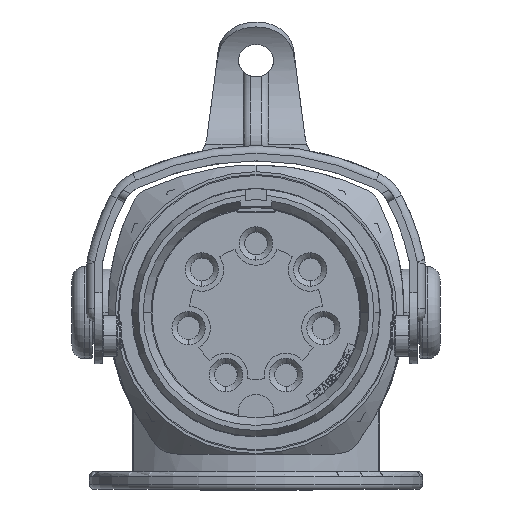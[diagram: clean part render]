
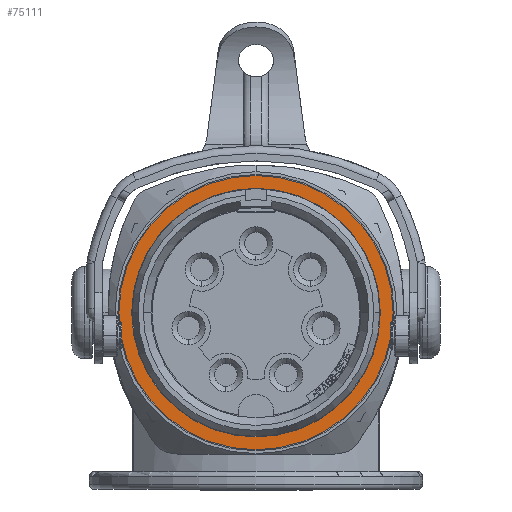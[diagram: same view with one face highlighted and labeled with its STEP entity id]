
A CAD part, front view. The second image highlights one B-rep face of the part: STEP entity #75111.
In plain terms, the highlighted planar face has unit normal (0, -1, 0).
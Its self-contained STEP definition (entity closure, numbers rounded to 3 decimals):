
#75022=CARTESIAN_POINT('',(0.,44.05,0.));
#75023=DIRECTION('',(0.,1.,0.));
#75024=DIRECTION('',(1.,0.,0.));
#75025=AXIS2_PLACEMENT_3D('',#75022,#75023,#75024);
#75027=CARTESIAN_POINT('',(0.,44.05,0.));
#75028=DIRECTION('',(0.,1.,0.));
#75029=DIRECTION('',(-1.,0.,0.));
#75030=AXIS2_PLACEMENT_3D('',#75027,#75028,#75029);
#75032=CARTESIAN_POINT('',(0.,44.05,0.));
#75033=DIRECTION('',(0.,-1.,0.));
#75034=DIRECTION('',(1.,0.,0.));
#75035=AXIS2_PLACEMENT_3D('',#75032,#75033,#75034);
#75037=CARTESIAN_POINT('',(0.,44.05,0.));
#75038=DIRECTION('',(0.,-1.,0.));
#75039=DIRECTION('',(-1.,0.,0.));
#75040=AXIS2_PLACEMENT_3D('',#75037,#75038,#75039);
#75078=CARTESIAN_POINT('',(26.75,44.05,0.));
#75079=CARTESIAN_POINT('',(-26.75,44.05,0.));
#75080=VERTEX_POINT('',#75078);
#75081=VERTEX_POINT('',#75079);
#75086=CARTESIAN_POINT('',(24.25,44.05,0.));
#75087=CARTESIAN_POINT('',(-24.25,44.05,0.));
#75088=VERTEX_POINT('',#75086);
#75089=VERTEX_POINT('',#75087);
#75094=CARTESIAN_POINT('',(0.,44.05,0.));
#75095=DIRECTION('',(0.,1.,0.));
#75096=DIRECTION('',(1.,0.,0.));
#75097=AXIS2_PLACEMENT_3D('',#75094,#75095,#75096);
#75098=PLANE('',#75097);
#75100=ORIENTED_EDGE('',*,*,#75099,.T.);
#75102=ORIENTED_EDGE('',*,*,#75101,.T.);
#75103=EDGE_LOOP('',(#75100,#75102));
#75104=FACE_OUTER_BOUND('',#75103,.F.);
#75106=ORIENTED_EDGE('',*,*,#75105,.T.);
#75108=ORIENTED_EDGE('',*,*,#75107,.T.);
#75109=EDGE_LOOP('',(#75106,#75108));
#75110=FACE_BOUND('',#75109,.F.);
#75111=ADVANCED_FACE('',(#75104,#75110),#75098,.F.);
#75026=CIRCLE('',#75025,26.75);
#75031=CIRCLE('',#75030,26.75);
#75036=CIRCLE('',#75035,24.25);
#75041=CIRCLE('',#75040,24.25);
#75099=EDGE_CURVE('',#75080,#75081,#75026,.T.);
#75101=EDGE_CURVE('',#75081,#75080,#75031,.T.);
#75105=EDGE_CURVE('',#75088,#75089,#75036,.T.);
#75107=EDGE_CURVE('',#75089,#75088,#75041,.T.);
